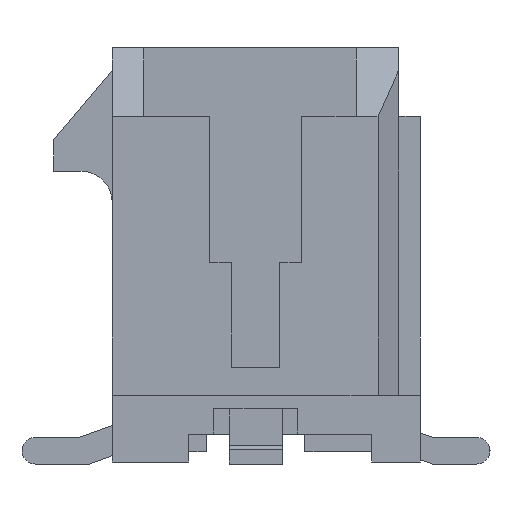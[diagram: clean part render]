
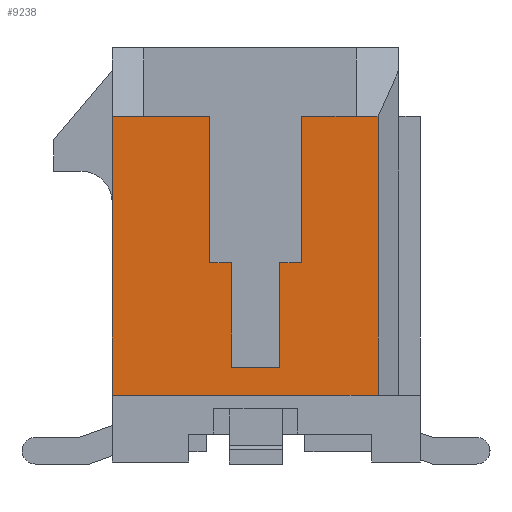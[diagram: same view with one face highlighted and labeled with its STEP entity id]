
A CAD part, left-side view. The second image highlights one B-rep face of the part: STEP entity #9238.
In plain terms, the highlighted planar face has unit normal (-1, 0, 0).
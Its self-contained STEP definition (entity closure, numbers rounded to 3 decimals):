
#1=DIRECTION('',(0.,0.,-1.));
#2=VECTOR('',#1,3.5);
#3=CARTESIAN_POINT('',(-15.325,-1.1,3.315));
#4=LINE('',#3,#2);
#5=DIRECTION('',(0.,1.,0.));
#6=VECTOR('',#5,1.31);
#7=CARTESIAN_POINT('',(-15.325,-2.41,3.315));
#8=LINE('',#7,#6);
#9=DIRECTION('',(0.,-1.,0.));
#10=VECTOR('',#9,0.52);
#11=CARTESIAN_POINT('',(-15.325,-2.41,3.315));
#12=LINE('',#11,#10);
#13=DIRECTION('',(0.,0.,-1.));
#14=VECTOR('',#13,6.67);
#15=CARTESIAN_POINT('',(-15.325,-2.93,3.315));
#16=LINE('',#15,#14);
#17=DIRECTION('',(0.,1.,0.));
#18=VECTOR('',#17,6.36);
#19=CARTESIAN_POINT('',(-15.325,-2.93,-3.355));
#20=LINE('',#19,#18);
#21=DIRECTION('',(0.,0.,1.));
#22=VECTOR('',#21,6.67);
#23=CARTESIAN_POINT('',(-15.325,3.43,-3.355));
#24=LINE('',#23,#22);
#25=DIRECTION('',(0.,-1.,0.));
#26=VECTOR('',#25,0.75);
#27=CARTESIAN_POINT('',(-15.325,3.43,3.315));
#28=LINE('',#27,#26);
#29=DIRECTION('',(0.,1.,0.));
#30=VECTOR('',#29,1.58);
#31=CARTESIAN_POINT('',(-15.325,1.1,3.315));
#32=LINE('',#31,#30);
#33=DIRECTION('',(0.,0.,-1.));
#34=VECTOR('',#33,3.5);
#35=CARTESIAN_POINT('',(-15.325,1.1,3.315));
#36=LINE('',#35,#34);
#37=DIRECTION('',(0.,1.,0.));
#38=VECTOR('',#37,0.525);
#39=CARTESIAN_POINT('',(-15.325,0.575,-0.185));
#40=LINE('',#39,#38);
#41=DIRECTION('',(0.,0.,1.));
#42=VECTOR('',#41,2.5);
#43=CARTESIAN_POINT('',(-15.325,0.575,-2.685));
#44=LINE('',#43,#42);
#45=DIRECTION('',(0.,1.,0.));
#46=VECTOR('',#45,1.15);
#47=CARTESIAN_POINT('',(-15.325,-0.575,-2.685));
#48=LINE('',#47,#46);
#49=DIRECTION('',(0.,0.,-1.));
#50=VECTOR('',#49,2.5);
#51=CARTESIAN_POINT('',(-15.325,-0.575,-0.185));
#52=LINE('',#51,#50);
#53=DIRECTION('',(0.,1.,0.));
#54=VECTOR('',#53,0.525);
#55=CARTESIAN_POINT('',(-15.325,-1.1,-0.185));
#56=LINE('',#55,#54);
#7016=CARTESIAN_POINT('',(-15.325,3.43,3.315));
#7018=VERTEX_POINT('',#7016);
#7067=CARTESIAN_POINT('',(-15.325,2.68,3.315));
#7068=VERTEX_POINT('',#7067);
#7069=CARTESIAN_POINT('',(-15.325,-2.41,3.315));
#7070=VERTEX_POINT('',#7069);
#7323=CARTESIAN_POINT('',(-15.325,-1.1,3.315));
#7324=CARTESIAN_POINT('',(-15.325,-1.1,-0.185));
#7325=VERTEX_POINT('',#7323);
#7326=VERTEX_POINT('',#7324);
#7327=CARTESIAN_POINT('',(-15.325,-0.575,-0.185));
#7328=VERTEX_POINT('',#7327);
#7329=CARTESIAN_POINT('',(-15.325,-0.575,-2.685));
#7330=VERTEX_POINT('',#7329);
#7331=CARTESIAN_POINT('',(-15.325,0.575,-2.685));
#7332=VERTEX_POINT('',#7331);
#7333=CARTESIAN_POINT('',(-15.325,0.575,-0.185));
#7334=VERTEX_POINT('',#7333);
#7335=CARTESIAN_POINT('',(-15.325,1.1,-0.185));
#7336=VERTEX_POINT('',#7335);
#7337=CARTESIAN_POINT('',(-15.325,1.1,3.315));
#7338=VERTEX_POINT('',#7337);
#7897=CARTESIAN_POINT('',(-15.325,3.43,-3.355));
#7898=VERTEX_POINT('',#7897);
#7907=CARTESIAN_POINT('',(-15.325,-2.93,3.315));
#7908=VERTEX_POINT('',#7907);
#7909=CARTESIAN_POINT('',(-15.325,-2.93,-3.355));
#7910=VERTEX_POINT('',#7909);
#9203=CARTESIAN_POINT('',(-15.325,0.,0.));
#9204=DIRECTION('',(1.,0.,0.));
#9205=DIRECTION('',(0.,0.,-1.));
#9206=AXIS2_PLACEMENT_3D('',#9203,#9204,#9205);
#9207=PLANE('',#9206);
#9209=ORIENTED_EDGE('',*,*,#9208,.F.);
#9211=ORIENTED_EDGE('',*,*,#9210,.F.);
#9213=ORIENTED_EDGE('',*,*,#9212,.T.);
#9215=ORIENTED_EDGE('',*,*,#9214,.T.);
#9217=ORIENTED_EDGE('',*,*,#9216,.T.);
#9219=ORIENTED_EDGE('',*,*,#9218,.T.);
#9221=ORIENTED_EDGE('',*,*,#9220,.T.);
#9223=ORIENTED_EDGE('',*,*,#9222,.F.);
#9225=ORIENTED_EDGE('',*,*,#9224,.T.);
#9227=ORIENTED_EDGE('',*,*,#9226,.F.);
#9229=ORIENTED_EDGE('',*,*,#9228,.F.);
#9231=ORIENTED_EDGE('',*,*,#9230,.F.);
#9233=ORIENTED_EDGE('',*,*,#9232,.F.);
#9235=ORIENTED_EDGE('',*,*,#9234,.F.);
#9236=EDGE_LOOP('',(#9209,#9211,#9213,#9215,#9217,#9219,#9221,#9223,#9225,#9227,
#9229,#9231,#9233,#9235));
#9237=FACE_OUTER_BOUND('',#9236,.F.);
#9238=ADVANCED_FACE('',(#9237),#9207,.F.);
#9208=EDGE_CURVE('',#7325,#7326,#4,.T.);
#9210=EDGE_CURVE('',#7070,#7325,#8,.T.);
#9212=EDGE_CURVE('',#7070,#7908,#12,.T.);
#9214=EDGE_CURVE('',#7908,#7910,#16,.T.);
#9216=EDGE_CURVE('',#7910,#7898,#20,.T.);
#9218=EDGE_CURVE('',#7898,#7018,#24,.T.);
#9220=EDGE_CURVE('',#7018,#7068,#28,.T.);
#9222=EDGE_CURVE('',#7338,#7068,#32,.T.);
#9224=EDGE_CURVE('',#7338,#7336,#36,.T.);
#9226=EDGE_CURVE('',#7334,#7336,#40,.T.);
#9228=EDGE_CURVE('',#7332,#7334,#44,.T.);
#9230=EDGE_CURVE('',#7330,#7332,#48,.T.);
#9232=EDGE_CURVE('',#7328,#7330,#52,.T.);
#9234=EDGE_CURVE('',#7326,#7328,#56,.T.);
